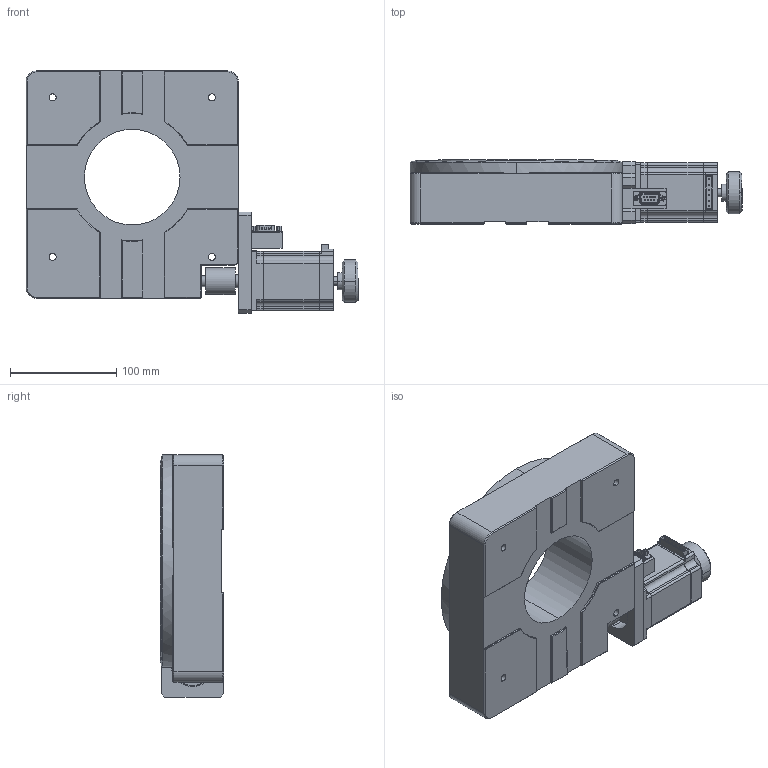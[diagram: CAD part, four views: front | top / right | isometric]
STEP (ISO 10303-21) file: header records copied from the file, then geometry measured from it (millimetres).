
FILE_DESCRIPTION (( 'STEP AP214' ), '1' );
FILE_NAME ('FMSR200.STEP', '2022-12-06T14:12:34', ( '' ), ( '' ), 'SwSTEP 2.0', 'SolidWorks 2017', '' );
FILE_SCHEMA (( 'AUTOMOTIVE_DESIGN' ));
Length unit declared in the file: millimetre
Products named in the file (1): FMSR200
Bounding box: 312.5 x 60 x 228 mm (x, y, z)
Volume: 2248289.7 mm3; surface area: 190985.5 mm2
Topology: 7 solids, 7 shells, 1080 faces, 2716 edges, 1618 vertices
Faces by surface type: cylinder 475, plane 317, bspline 164, cone 124
Entity records: 46981 total; most frequent: CARTESIAN_POINT 10237, DIRECTION 5204, ORIENTED_EDGE 5190, EDGE_CURVE 2595, AXIS2_PLACEMENT_3D 1956, VERTEX_POINT 1618, LINE 1292, VECTOR 1292
